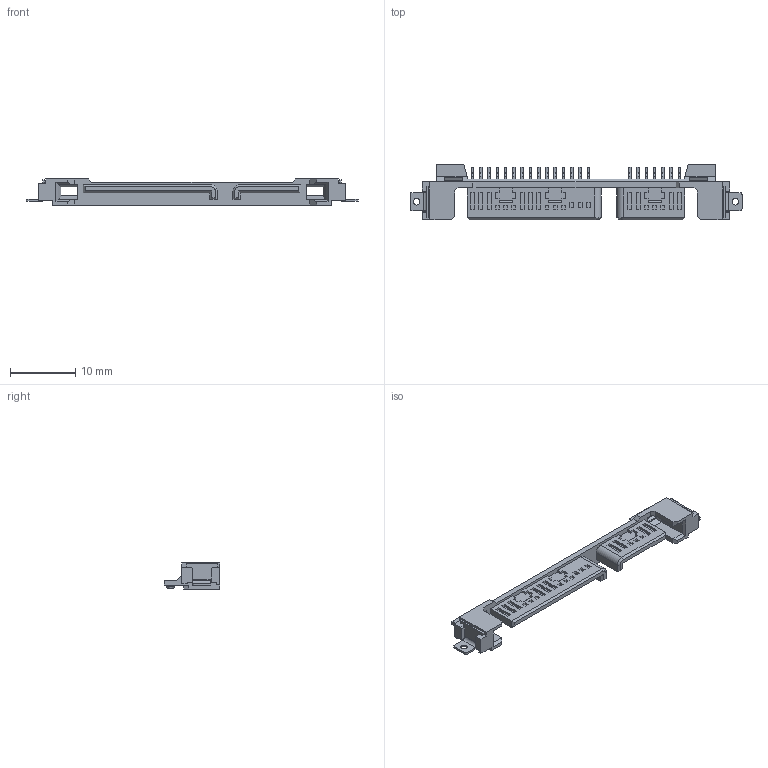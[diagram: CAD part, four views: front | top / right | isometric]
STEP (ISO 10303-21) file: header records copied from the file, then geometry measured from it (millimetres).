
FILE_DESCRIPTION((''),'2;1');
FILE_NAME('MOLEX_87703-0001.stp','2012-04-17T12:48:18',(''),(''),'Mechanical Desktop 2011','Mechanical Desktop 2011',', , ');
FILE_SCHEMA(('AUTOMOTIVE_DESIGN { 1 2 10303 214 1 1 1 1 }'));
Length unit declared in the file: millimetre
Products named in the file (1): Product
Bounding box: 50.93 x 8.5 x 4 mm (x, y, z)
Volume: 452 mm3; surface area: 1345.9 mm2
Topology: 29 solids, 29 shells, 638 faces, 1640 edges, 1082 vertices
Faces by surface type: plane 445, cylinder 108, bspline 83, cone 2
Entity records: 19467 total; most frequent: CARTESIAN_POINT 3880, ORIENTED_EDGE 3280, DIRECTION 3004, EDGE_CURVE 1640, VECTOR 1388, LINE 1388, VERTEX_POINT 1082, AXIS2_PLACEMENT_3D 808
